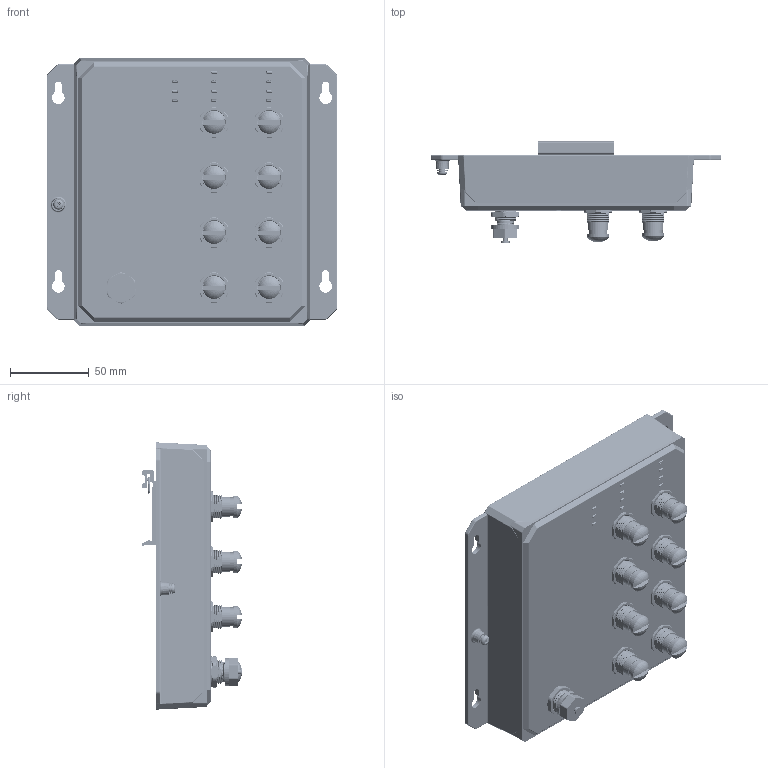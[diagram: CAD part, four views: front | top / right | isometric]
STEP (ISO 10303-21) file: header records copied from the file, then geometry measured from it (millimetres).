
FILE_DESCRIPTION((''),'2;1');
FILE_NAME('TL-SG2008EN_ASM','2022-03-30T09:37:24',('admin'),(''),'CREO PARAMETRIC BY PTC INC, 2021063','CREO PARAMETRIC BY PTC INC, 2021063','');
FILE_SCHEMA(('CONFIG_CONTROL_DESIGN','GEOMETRIC_VALIDATION_PROPERTIES_MIM'));
Products named in the file (19): TOP_TL-SG2008EN; FW6600_LED_2_ASM_1_ASM_1_ASM; LED_2_ASM_1_ASM_ASM; 3-5P_MALE-TONGYONG-HOUSING_19_1; 3-8P-MALE-TOMGYONG-PIN_11_1; 3-8P_MALE-QIANSOU-WAITAO_26_1; O-RING002_3_1; 3-8P_TOMGYONG-LUOMU002_11_1; 3-5P_ASM_6_ASM_1_ASM; 4P-MALE-QIANSUO-A_CODE_ASM; L102-M12-Z08A116-1; PCB_TL-SG2008EN_ASM; 4_DAOGUANGZHU_TL-SG2008EN; 3_DAOGUANGZHU_TL-SG2008EN_20_V2; FANGLEI_ZUHELUODING; DAOGUIKAKOU; FANGCHENGMAO; FANGCHENGMAO2; TL-SG2008EN_ASM
Assembly tree (43 placements, depth 5):
  TL-SG2008EN_ASM
    TOP_TL-SG2008EN
    PCB_TL-SG2008EN_ASM
      LED_2_ASM_1_ASM_ASM  x8
        FW6600_LED_2_ASM_1_ASM_1_ASM
      4P-MALE-QIANSUO-A_CODE_ASM
        3-5P_ASM_6_ASM_1_ASM
          3-5P_MALE-TONGYONG-HOUSING_19_1
          3-8P-MALE-TOMGYONG-PIN_11_1  x4
          3-8P_MALE-QIANSOU-WAITAO_26_1
          O-RING002_3_1
          3-8P_TOMGYONG-LUOMU002_11_1
      L102-M12-Z08A116-1  x8
    4_DAOGUANGZHU_TL-SG2008EN  x2
    3_DAOGUANGZHU_TL-SG2008EN_20_V2
    FANGLEI_ZUHELUODING
    DAOGUIKAKOU
    FANGCHENGMAO  x8
    FANGCHENGMAO2
Bounding box: 184.89 x 64.1 x 169.94 mm (x, y, z)
Volume: 902467.9 mm3; surface area: 137794.6 mm2
Topology: 31 solids, 39 shells, 5996 faces, 16087 edges, 10181 vertices
Faces by surface type: cylinder 2141, plane 2094, cone 741, bspline 677, sphere 180, torus 147, revolution 16
Entity records: 122568 total; most frequent: CARTESIAN_POINT 47595, ORIENTED_EDGE 12856, DIRECTION 10195, EDGE_CURVE 6434, PRESENTATION_STYLE_ASSIGNMENT 4213, STYLED_ITEM 4213, VERTEX_POINT 4108, AXIS2_PLACEMENT_3D 3412
